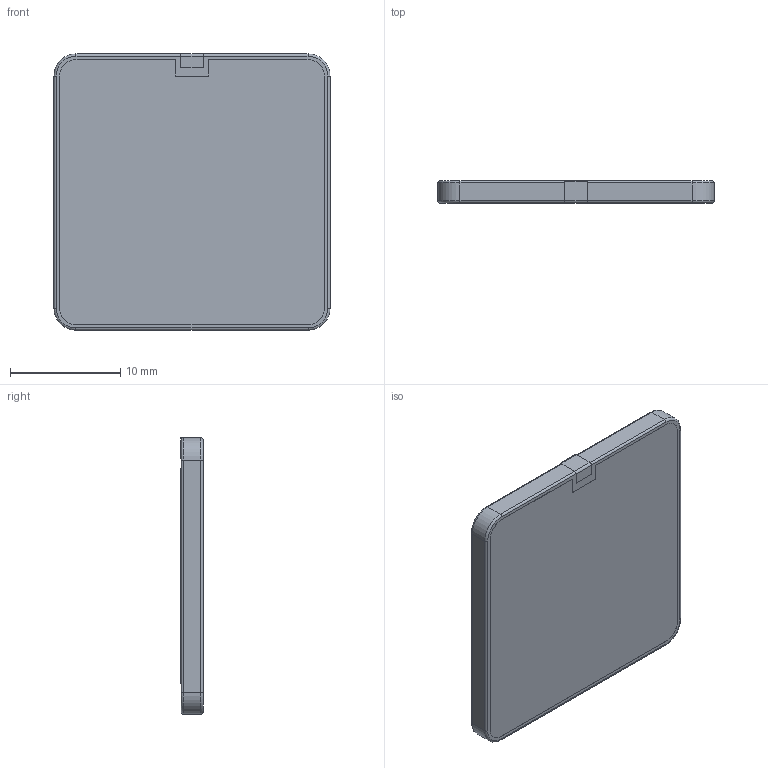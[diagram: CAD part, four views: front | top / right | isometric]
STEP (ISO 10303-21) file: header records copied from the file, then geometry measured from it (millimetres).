
FILE_DESCRIPTION (( 'STEP AP214' ), '1' );
FILE_NAME ('SGGP.25.2.A.02_Web.STEP', '2022-03-21T16:23:41', ( '' ), ( '' ), 'SwSTEP 2.0', 'SolidWorks 2018', '' );
FILE_SCHEMA (( 'AUTOMOTIVE_DESIGN' ));
Length unit declared in the file: millimetre
Products named in the file (1): SGGP.25.2.A.02_Web
Bounding box: 25 x 2.03 x 25.01 mm (x, y, z)
Volume: 1251.3 mm3; surface area: 1423.6 mm2
Topology: 1 solids, 1 shells, 489 faces, 1235 edges, 818 vertices
Faces by surface type: plane 247, bspline 206, cylinder 28, torus 8
Entity records: 22480 total; most frequent: CARTESIAN_POINT 10105, ORIENTED_EDGE 2470, DIRECTION 1455, EDGE_CURVE 1235, VERTEX_POINT 818, VECTOR 759, LINE 759, EDGE_LOOP 559
